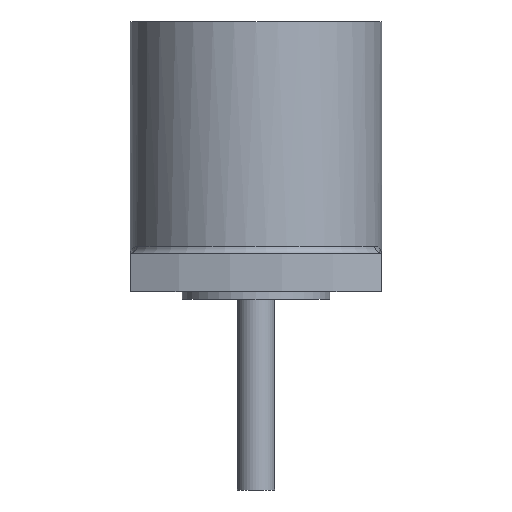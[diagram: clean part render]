
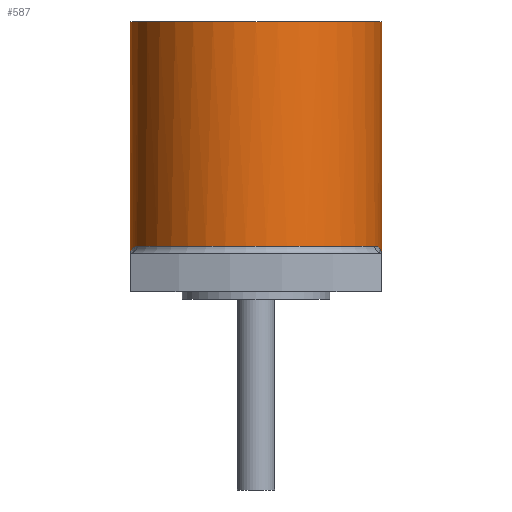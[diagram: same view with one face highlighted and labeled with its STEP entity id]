
A CAD part, front view. The second image highlights one B-rep face of the part: STEP entity #587.
In plain terms, the highlighted cylindrical face has radius 2.095 mm (diameter 4.191 mm), a full revolution.
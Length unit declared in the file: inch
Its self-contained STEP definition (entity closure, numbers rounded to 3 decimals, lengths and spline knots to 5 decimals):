
#7 = ORIENTED_EDGE ( 'NONE', *, *, #479, .T. ) ;
#18 = AXIS2_PLACEMENT_3D ( 'NONE', #645, #780, #925 ) ;
#25 = CARTESIAN_POINT ( 'NONE',  ( 0., 0., 0.152 ) ) ;
#50 = CARTESIAN_POINT ( 'NONE',  ( 0.07938, -0.02297, 0.005 ) ) ;
#54 = EDGE_CURVE ( 'NONE', #379, #384, #292, .T. ) ;
#69 = CARTESIAN_POINT ( 'NONE',  ( -0.0825, 0., 0. ) ) ;
#85 = ORIENTED_EDGE ( 'NONE', *, *, #494, .T. ) ;
#88 = B_SPLINE_CURVE_WITH_KNOTS ( 'NONE', 3,
 ( #940, #363, #740, #656, #513, #733 ),
 .UNSPECIFIED., .F., .F.,
 ( 4, 2, 4 ),
 ( -0.00001, 0.00035, 0.00072 ),
 .UNSPECIFIED. ) ;
#94 = CARTESIAN_POINT ( 'NONE',  ( 0.07779, -0.02749, 0.005 ) ) ;
#100 = EDGE_CURVE ( 'NONE', #197, #581, #181, .T. ) ;
#110 = CARTESIAN_POINT ( 'NONE',  ( -0.0825, 0.00459, 0.00116 ) ) ;
#113 = CARTESIAN_POINT ( 'NONE',  ( 0.07938, 0.02297, 0.005 ) ) ;
#162 = EDGE_LOOP ( 'NONE', ( #526 ) ) ;
#181 = B_SPLINE_CURVE_WITH_KNOTS ( 'NONE', 3,
 ( #562, #396, #242, #549, #113, #829 ),
 .UNSPECIFIED., .F., .F.,
 ( 4, 2, 4 ),
 ( -0.00001, 0.00035, 0.00072 ),
 .UNSPECIFIED. ) ;
#190 = CIRCLE ( 'NONE', #18, 0.0825 ) ;
#192 = DIRECTION ( 'NONE',  ( 1., 0., 0. ) ) ;
#196 = CYLINDRICAL_SURFACE ( 'NONE', #348, 0.0825 ) ;
#197 = VERTEX_POINT ( 'NONE', #818 ) ;
#198 = CARTESIAN_POINT ( 'NONE',  ( 0.08212, -0.00922, 0.00234 ) ) ;
#207 = DIRECTION ( 'NONE',  ( 0., 0., 1. ) ) ;
#242 = CARTESIAN_POINT ( 'NONE',  ( 0.08212, 0.00922, 0.00234 ) ) ;
#244 = EDGE_LOOP ( 'NONE', ( #361, #558, #699, #7, #779, #85 ) ) ;
#274 = FACE_OUTER_BOUND ( 'NONE', #162, .T. ) ;
#292 = B_SPLINE_CURVE_WITH_KNOTS ( 'NONE', 3,
 ( #771, #338, #844, #910, #110, #489 ),
 .UNSPECIFIED., .F., .F.,
 ( 4, 2, 4 ),
 ( 0., 0.00036, 0.00072 ),
 .UNSPECIFIED. ) ;
#299 = AXIS2_PLACEMENT_3D ( 'NONE', #25, #306, #820 ) ;
#306 = DIRECTION ( 'NONE',  ( 0., 0., 1. ) ) ;
#337 = CARTESIAN_POINT ( 'NONE',  ( -0.07779, 0.02749, 0.005 ) ) ;
#338 = CARTESIAN_POINT ( 'NONE',  ( -0.07938, 0.02297, 0.005 ) ) ;
#342 = B_SPLINE_CURVE_WITH_KNOTS ( 'NONE', 3,
 ( #425, #50, #653, #198, #357, #846 ),
 .UNSPECIFIED., .F., .F.,
 ( 4, 2, 4 ),
 ( 0., 0.00036, 0.00072 ),
 .UNSPECIFIED. ) ;
#346 = CARTESIAN_POINT ( 'NONE',  ( 0.07779, 0.02749, 0.005 ) ) ;
#348 = AXIS2_PLACEMENT_3D ( 'NONE', #420, #643, #192 ) ;
#357 = CARTESIAN_POINT ( 'NONE',  ( 0.0825, -0.00459, 0.00116 ) ) ;
#361 = ORIENTED_EDGE ( 'NONE', *, *, #54, .T. ) ;
#363 = CARTESIAN_POINT ( 'NONE',  ( -0.0825, -0.00462, 0.00117 ) ) ;
#379 = VERTEX_POINT ( 'NONE', #337 ) ;
#384 = VERTEX_POINT ( 'NONE', #69 ) ;
#396 = CARTESIAN_POINT ( 'NONE',  ( 0.0825, 0.00462, 0.00117 ) ) ;
#420 = CARTESIAN_POINT ( 'NONE',  ( 0., 0., -0.23335 ) ) ;
#425 = CARTESIAN_POINT ( 'NONE',  ( 0.07779, -0.02749, 0.005 ) ) ;
#438 = CARTESIAN_POINT ( 'NONE',  ( 0., 0., 0.005 ) ) ;
#479 = EDGE_CURVE ( 'NONE', #904, #197, #342, .T. ) ;
#489 = CARTESIAN_POINT ( 'NONE',  ( -0.0825, 0., 0. ) ) ;
#494 = EDGE_CURVE ( 'NONE', #581, #379, #190, .T. ) ;
#513 = CARTESIAN_POINT ( 'NONE',  ( -0.07938, -0.02297, 0.005 ) ) ;
#526 = ORIENTED_EDGE ( 'NONE', *, *, #916, .F. ) ;
#537 = VERTEX_POINT ( 'NONE', #599 ) ;
#549 = CARTESIAN_POINT ( 'NONE',  ( 0.08055, 0.01843, 0.00424 ) ) ;
#558 = ORIENTED_EDGE ( 'NONE', *, *, #739, .T. ) ;
#562 = CARTESIAN_POINT ( 'NONE',  ( 0.0825, 0., 0. ) ) ;
#581 = VERTEX_POINT ( 'NONE', #346 ) ;
#587 = ADVANCED_FACE ( 'NONE', ( #845, #274 ), #196, .T. ) ;
#599 = CARTESIAN_POINT ( 'NONE',  ( 0.0825, 0., 0.152 ) ) ;
#643 = DIRECTION ( 'NONE',  ( 0., 0., 1. ) ) ;
#645 = CARTESIAN_POINT ( 'NONE',  ( 0., 0., 0.005 ) ) ;
#653 = CARTESIAN_POINT ( 'NONE',  ( 0.08055, -0.01843, 0.00424 ) ) ;
#656 = CARTESIAN_POINT ( 'NONE',  ( -0.08055, -0.01843, 0.00424 ) ) ;
#678 = AXIS2_PLACEMENT_3D ( 'NONE', #438, #207, #877 ) ;
#699 = ORIENTED_EDGE ( 'NONE', *, *, #707, .T. ) ;
#707 = EDGE_CURVE ( 'NONE', #812, #904, #732, .T. ) ;
#728 = CARTESIAN_POINT ( 'NONE',  ( -0.07779, -0.02749, 0.005 ) ) ;
#732 = CIRCLE ( 'NONE', #678, 0.0825 ) ;
#733 = CARTESIAN_POINT ( 'NONE',  ( -0.07779, -0.02749, 0.005 ) ) ;
#739 = EDGE_CURVE ( 'NONE', #384, #812, #88, .T. ) ;
#740 = CARTESIAN_POINT ( 'NONE',  ( -0.08212, -0.00922, 0.00234 ) ) ;
#771 = CARTESIAN_POINT ( 'NONE',  ( -0.07779, 0.02749, 0.005 ) ) ;
#779 = ORIENTED_EDGE ( 'NONE', *, *, #100, .T. ) ;
#780 = DIRECTION ( 'NONE',  ( 0., 0., 1. ) ) ;
#805 = CIRCLE ( 'NONE', #299, 0.0825 ) ;
#812 = VERTEX_POINT ( 'NONE', #728 ) ;
#818 = CARTESIAN_POINT ( 'NONE',  ( 0.0825, 0., 0. ) ) ;
#820 = DIRECTION ( 'NONE',  ( 1., 0., 0. ) ) ;
#829 = CARTESIAN_POINT ( 'NONE',  ( 0.07779, 0.02749, 0.005 ) ) ;
#844 = CARTESIAN_POINT ( 'NONE',  ( -0.08055, 0.01843, 0.00424 ) ) ;
#845 = FACE_OUTER_BOUND ( 'NONE', #244, .T. ) ;
#846 = CARTESIAN_POINT ( 'NONE',  ( 0.0825, 0., 0. ) ) ;
#877 = DIRECTION ( 'NONE',  ( -1., 0., 0. ) ) ;
#904 = VERTEX_POINT ( 'NONE', #94 ) ;
#910 = CARTESIAN_POINT ( 'NONE',  ( -0.08212, 0.00922, 0.00234 ) ) ;
#916 = EDGE_CURVE ( 'NONE', #537, #537, #805, .T. ) ;
#925 = DIRECTION ( 'NONE',  ( -1., 0., 0. ) ) ;
#940 = CARTESIAN_POINT ( 'NONE',  ( -0.0825, 0., 0. ) ) ;
